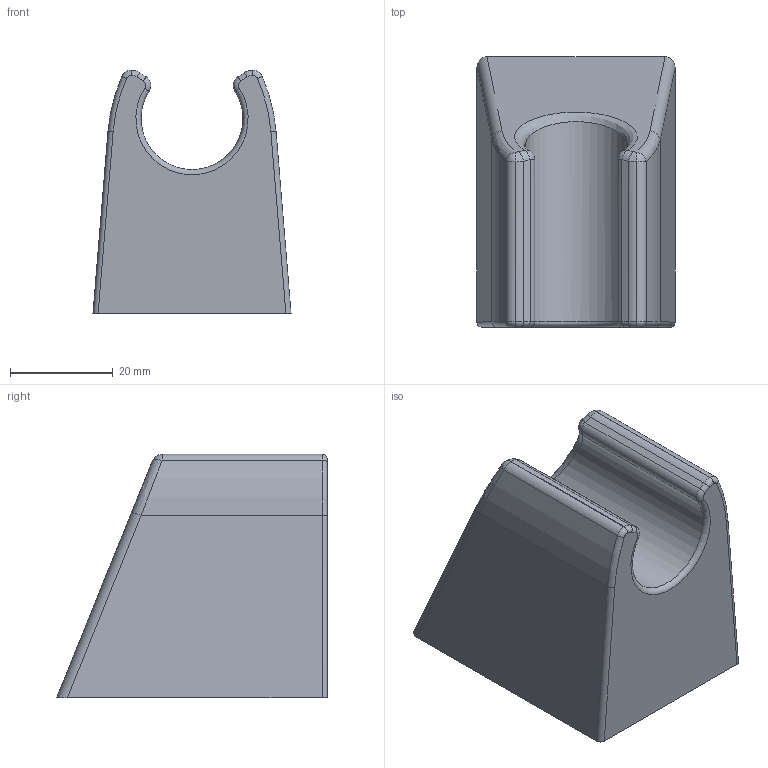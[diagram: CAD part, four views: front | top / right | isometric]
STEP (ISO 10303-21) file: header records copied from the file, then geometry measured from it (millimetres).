
FILE_DESCRIPTION (( 'STEP AP203' ), '1' );
FILE_NAME ('251050(2016)+44450100.STEP', '2017-03-09T05:46:49', ( '' ), ( '' ), 'SwSTEP 2.0', 'SolidWorks 2016', '' );
FILE_SCHEMA (( 'CONFIG_CONTROL_DESIGN' ));
Length unit declared in the file: millimetre
Products named in the file (1): 251050(2016)+44450100
Bounding box: 38.59 x 52.7 x 47.41 mm (x, y, z)
Volume: 58540.2 mm3; surface area: 10841 mm2
Topology: 1 solids, 1 shells, 48 faces, 110 edges, 62 vertices
Faces by surface type: cylinder 21, plane 9, torus 9, bspline 5, sphere 4
Entity records: 1512 total; most frequent: CARTESIAN_POINT 408, DIRECTION 230, ORIENTED_EDGE 212, EDGE_CURVE 106, AXIS2_PLACEMENT_3D 94, VERTEX_POINT 60, CIRCLE 50, FACE_OUTER_BOUND 48
